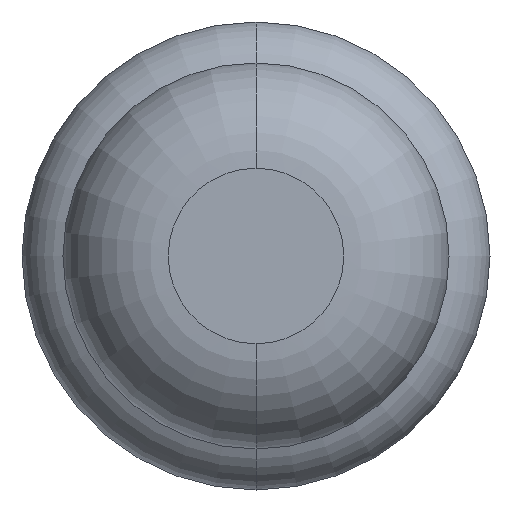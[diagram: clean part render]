
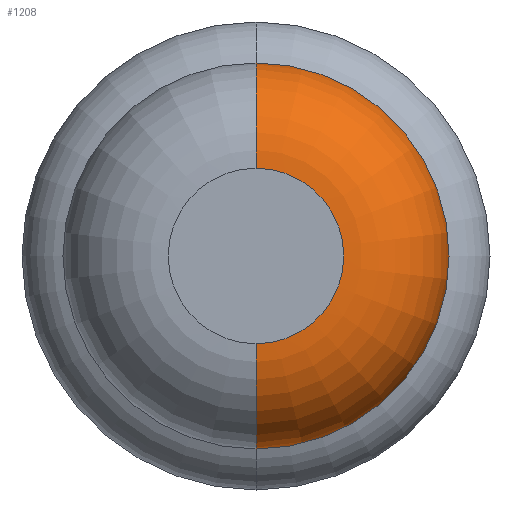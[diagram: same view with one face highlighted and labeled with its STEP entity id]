
A CAD part, front view. The second image highlights one B-rep face of the part: STEP entity #1208.
In plain terms, the highlighted toroidal (fillet/blend) face has major radius 0.375 mm and minor radius 0.45 mm.
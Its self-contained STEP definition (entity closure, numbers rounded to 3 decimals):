
#64 = TOROIDAL_SURFACE ( 'NONE', #703, 0.375, 0.45 ) ;
#92 = CIRCLE ( 'NONE', #1968, 0.375 ) ;
#124 = ORIENTED_EDGE ( 'NONE', *, *, #3117, .F. ) ;
#338 = CARTESIAN_POINT ( 'NONE',  ( 0., -25.55, 0.375 ) ) ;
#703 = AXIS2_PLACEMENT_3D ( 'NONE', #2121, #2811, #2475 ) ;
#827 = DIRECTION ( 'NONE',  ( 1., 0., 0. ) ) ;
#832 = AXIS2_PLACEMENT_3D ( 'NONE', #3682, #2966, #1325 ) ;
#869 = CARTESIAN_POINT ( 'NONE',  ( 0., -26., 0. ) ) ;
#1068 = CARTESIAN_POINT ( 'NONE',  ( 0., -26., 0.375 ) ) ;
#1138 = VERTEX_POINT ( 'NONE', #4462 ) ;
#1208 = ADVANCED_FACE ( 'Defeature ausgef�hrt4_38', ( #2547 ), #64, .T. ) ;
#1325 = DIRECTION ( 'NONE',  ( 0., 0., 1. ) ) ;
#1414 = DIRECTION ( 'NONE',  ( -1., 0., 0. ) ) ;
#1604 = DIRECTION ( 'NONE',  ( 0., 1., 0. ) ) ;
#1822 = CARTESIAN_POINT ( 'NONE',  ( 0., -25.55, -0.375 ) ) ;
#1920 = EDGE_CURVE ( 'NONE', #1138, #3540, #2551, .T. ) ;
#1922 = CIRCLE ( 'NONE', #4173, 0.45 ) ;
#1944 = CIRCLE ( 'NONE', #832, 0.825 ) ;
#1968 = AXIS2_PLACEMENT_3D ( 'NONE', #869, #1604, #2624 ) ;
#1991 = ORIENTED_EDGE ( 'NONE', *, *, #1920, .T. ) ;
#2121 = CARTESIAN_POINT ( 'NONE',  ( 0., -25.55, 0. ) ) ;
#2320 = EDGE_CURVE ( 'NONE', #3158, #4144, #1922, .T. ) ;
#2342 = ORIENTED_EDGE ( 'NONE', *, *, #2320, .F. ) ;
#2475 = DIRECTION ( 'NONE',  ( 0., 0., 1. ) ) ;
#2547 = FACE_OUTER_BOUND ( 'NONE', #4383, .T. ) ;
#2551 = CIRCLE ( 'NONE', #2557, 0.45 ) ;
#2557 = AXIS2_PLACEMENT_3D ( 'NONE', #1822, #827, #2855 ) ;
#2594 = CARTESIAN_POINT ( 'NONE',  ( 0., -25.55, 0.825 ) ) ;
#2624 = DIRECTION ( 'NONE',  ( 0., 0., 1. ) ) ;
#2773 = DIRECTION ( 'NONE',  ( 0., 0., 1. ) ) ;
#2811 = DIRECTION ( 'NONE',  ( 0., 1., 0. ) ) ;
#2855 = DIRECTION ( 'NONE',  ( 0., 0., -1. ) ) ;
#2966 = DIRECTION ( 'NONE',  ( 0., 1., 0. ) ) ;
#3117 = EDGE_CURVE ( 'Defeature ausgef�hrt4_39+Defeature ausgef�hrt4_38+Defeature ausgef�hrt4_38+Defeature ausgef�hrt4_38', #4144, #3540, #1944, .T. ) ;
#3158 = VERTEX_POINT ( 'NONE', #1068 ) ;
#3279 = CARTESIAN_POINT ( 'NONE',  ( 0., -25.55, -0.825 ) ) ;
#3353 = ORIENTED_EDGE ( 'NONE', *, *, #3460, .T. ) ;
#3460 = EDGE_CURVE ( 'Defeature ausgef�hrt4_38+Defeature ausgef�hrt4_37+Defeature ausgef�hrt4_37+Defeature ausgef�hrt4_37', #3158, #1138, #92, .T. ) ;
#3540 = VERTEX_POINT ( 'NONE', #3279 ) ;
#3682 = CARTESIAN_POINT ( 'NONE',  ( 0., -25.55, 0. ) ) ;
#4144 = VERTEX_POINT ( 'NONE', #2594 ) ;
#4173 = AXIS2_PLACEMENT_3D ( 'NONE', #338, #1414, #2773 ) ;
#4383 = EDGE_LOOP ( 'NONE', ( #3353, #1991, #124, #2342 ) ) ;
#4462 = CARTESIAN_POINT ( 'NONE',  ( 0., -26., -0.375 ) ) ;
